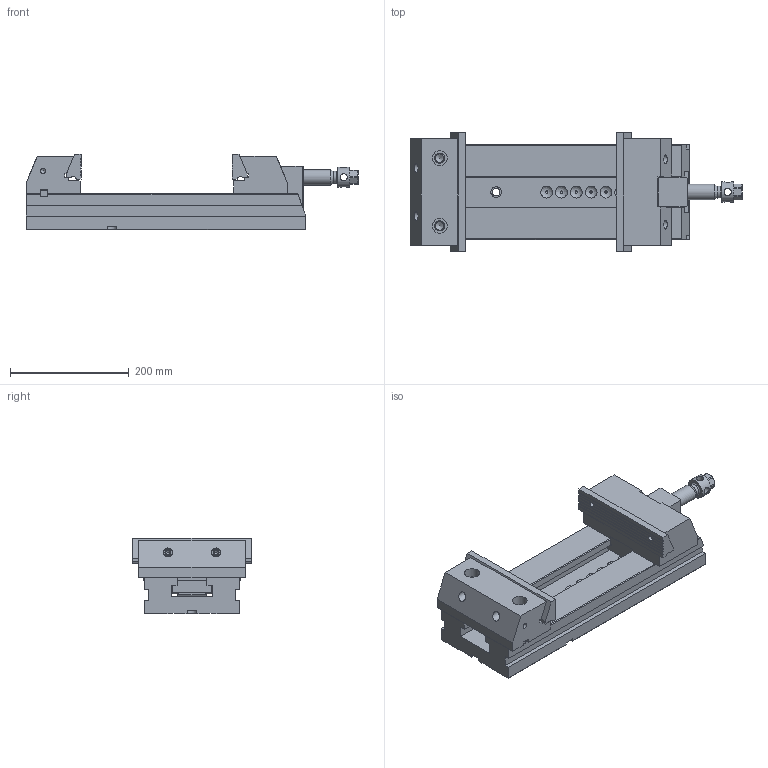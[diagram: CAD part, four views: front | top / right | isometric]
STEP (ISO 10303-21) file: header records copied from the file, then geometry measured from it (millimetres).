
FILE_DESCRIPTION(/* description */ (''),/* implementation_level */ '2;1');
FILE_NAME(/* name */ '30_200G_Mordaza.stp',/* time_stamp */ '2013-11-04T08:36:53+01:00',/* author */ (''),/* organization */ (''),/* preprocessor_version */ 'ST-DEVELOPER v11',/* originating_system */ 'SIEMENS PLM Software NX 7.5',/* authorisation */ '');
FILE_SCHEMA (('CONFIG_CONTROL_DESIGN'));
Length unit declared in the file: millimetre
Products named in the file (2): 30150070 Montaje Taco Hus; 30_200G_Mordaza
Assembly tree (1 placements, depth 2):
  30_200G_Mordaza
    30150070 Montaje Taco Hus
Bounding box: 559 x 200 x 126.95 mm (x, y, z)
Volume: 5523450.8 mm3; surface area: 591977.2 mm2
Topology: 12 solids, 12 shells, 500 faces, 1385 edges, 919 vertices
Faces by surface type: plane 303, cylinder 132, cone 44, bspline 10, torus 9, sphere 2
Full cylindrical faces by diameter (mm): 4.351 x1, 5.188 x5, 6.985 x4, 8.5 x4, 8.782 x6, 10 x4, 10.579 x1, 12 x4, 12.376 x2, 13 x5, 14.376 x4, 15 x6, 16 x2, 16.5 x1, 17 x2, 18 x2, 19 x3, 20 x3, 21.25 x1, 23 x2, 25 x2, 26 x1, 30 x2, 33.8 x1, 34 x3
Entity records: 15758 total; most frequent: CARTESIAN_POINT 3592, DIRECTION 2387, ORIENTED_EDGE 2340, EDGE_CURVE 1170, VERTEX_POINT 856, LINE 797, VECTOR 797, AXIS2_PLACEMENT_3D 795
